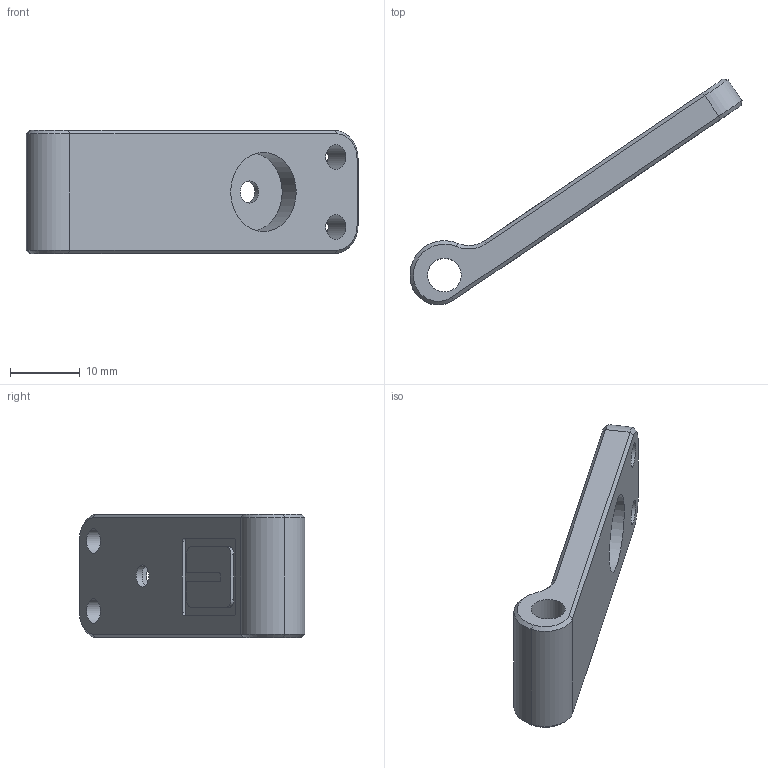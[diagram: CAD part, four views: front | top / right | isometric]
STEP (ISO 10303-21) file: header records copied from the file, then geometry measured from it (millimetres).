
FILE_DESCRIPTION(/* description */ (''),/* implementation_level */ '2;1');
FILE_NAME(/* name */ 'Shifter Lever.step',/* time_stamp */ '2020-05-17T18:00:35-05:00',/* author */ (''),/* organization */ (''),/* preprocessor_version */ 'ST-DEVELOPER v18.1',/* originating_system */ 'Autodesk Translation Framework v9.3.0.1241',/* authorisation */ '');
FILE_SCHEMA (('AUTOMOTIVE_DESIGN { 1 0 10303 214 3 1 1 }'));
Length unit declared in the file: millimetre
Products named in the file (1): Lever (1) (1)
Bounding box: 47.43 x 32.25 x 17.62 mm (x, y, z)
Volume: 3955.3 mm3; surface area: 3002.7 mm2
Topology: 1 solids, 1 shells, 55 faces, 134 edges, 84 vertices
Faces by surface type: plane 26, cylinder 19, cone 10
Full cylindrical faces by diameter (mm): 3.175 x1, 3.5 x2, 4.826 x1, 11.303 x1
Entity records: 1664 total; most frequent: DIRECTION 294, CARTESIAN_POINT 274, ORIENTED_EDGE 268, EDGE_CURVE 134, AXIS2_PLACEMENT_3D 104, LINE 86, VECTOR 86, VERTEX_POINT 84
